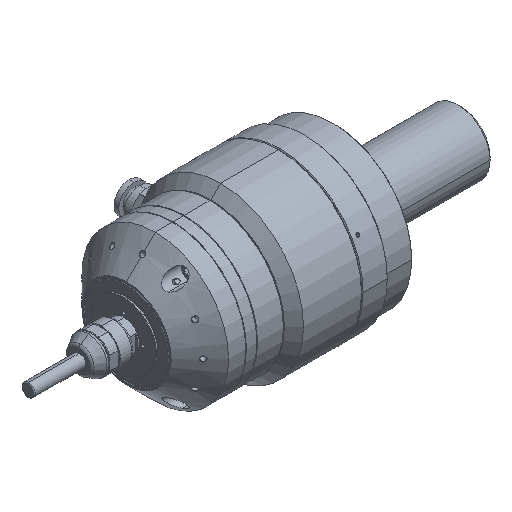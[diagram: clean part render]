
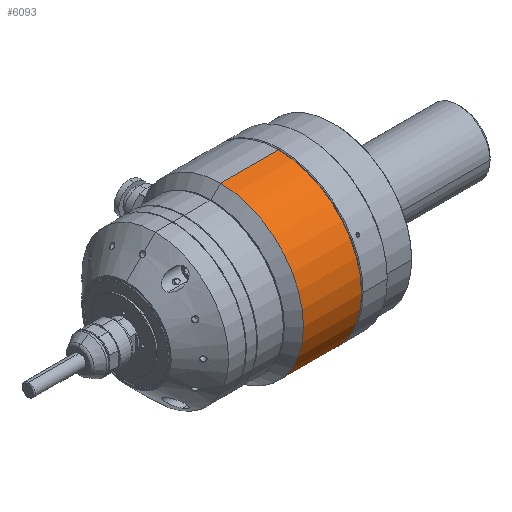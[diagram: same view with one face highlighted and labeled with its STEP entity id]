
A CAD part, isometric view. The second image highlights one B-rep face of the part: STEP entity #6093.
In plain terms, the highlighted cylindrical face has radius 26 mm (diameter 52 mm), a partial arc.
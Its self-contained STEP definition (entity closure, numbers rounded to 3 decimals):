
#73 = CARTESIAN_POINT ( 'NONE',  ( 17.372, 0., 0. ) ) ;
#299 = VERTEX_POINT ( 'NONE', #8721 ) ;
#787 = DIRECTION ( 'NONE',  ( 1., 0., 0. ) ) ;
#924 = CARTESIAN_POINT ( 'NONE',  ( 17.372, 0., 26. ) ) ;
#984 = ORIENTED_EDGE ( 'NONE', *, *, #12509, .F. ) ;
#1240 = DIRECTION ( 'NONE',  ( 0., 0., 1. ) ) ;
#1519 = LINE ( 'NONE', #3784, #7248 ) ;
#1630 = CARTESIAN_POINT ( 'NONE',  ( 29.5, 0., 0. ) ) ;
#2244 = CYLINDRICAL_SURFACE ( 'NONE', #12879, 26. ) ;
#2489 = CARTESIAN_POINT ( 'NONE',  ( 29.5, 0., 26. ) ) ;
#3404 = CARTESIAN_POINT ( 'NONE',  ( 47.7, 0., 0. ) ) ;
#3784 = CARTESIAN_POINT ( 'NONE',  ( 17.372, 0., -26. ) ) ;
#4685 = CARTESIAN_POINT ( 'NONE',  ( 47.7, 0., -26. ) ) ;
#4732 = ORIENTED_EDGE ( 'NONE', *, *, #14287, .T. ) ;
#4913 = AXIS2_PLACEMENT_3D ( 'NONE', #3404, #7869, #6829 ) ;
#5351 = EDGE_LOOP ( 'NONE', ( #984, #7019, #4732, #8625 ) ) ;
#5872 = DIRECTION ( 'NONE',  ( -1., 0., 0. ) ) ;
#5877 = VERTEX_POINT ( 'NONE', #2489 ) ;
#6093 = ADVANCED_FACE ( 'NONE', ( #12275 ), #2244, .T. ) ;
#6283 = VERTEX_POINT ( 'NONE', #13205 ) ;
#6364 = EDGE_CURVE ( 'NONE', #5877, #6283, #10936, .T. ) ;
#6537 = CIRCLE ( 'NONE', #4913, 26. ) ;
#6829 = DIRECTION ( 'NONE',  ( 0., 0., 1. ) ) ;
#7019 = ORIENTED_EDGE ( 'NONE', *, *, #10716, .T. ) ;
#7247 = VECTOR ( 'NONE', #787, 1000. ) ;
#7248 = VECTOR ( 'NONE', #10426, 1000. ) ;
#7869 = DIRECTION ( 'NONE',  ( -1., 0., 0. ) ) ;
#8625 = ORIENTED_EDGE ( 'NONE', *, *, #6364, .F. ) ;
#8721 = CARTESIAN_POINT ( 'NONE',  ( 29.5, 0., -26. ) ) ;
#10335 = DIRECTION ( 'NONE',  ( 0., 0., 1. ) ) ;
#10426 = DIRECTION ( 'NONE',  ( 1., 0., 0. ) ) ;
#10587 = VERTEX_POINT ( 'NONE', #4685 ) ;
#10716 = EDGE_CURVE ( 'NONE', #299, #10587, #1519, .T. ) ;
#10936 = LINE ( 'NONE', #924, #7247 ) ;
#11207 = CIRCLE ( 'NONE', #13073, 26. ) ;
#12275 = FACE_OUTER_BOUND ( 'NONE', #5351, .T. ) ;
#12509 = EDGE_CURVE ( 'NONE', #299, #5877, #11207, .T. ) ;
#12879 = AXIS2_PLACEMENT_3D ( 'NONE', #73, #13586, #1240 ) ;
#13073 = AXIS2_PLACEMENT_3D ( 'NONE', #1630, #5872, #10335 ) ;
#13205 = CARTESIAN_POINT ( 'NONE',  ( 47.7, 0., 26. ) ) ;
#13586 = DIRECTION ( 'NONE',  ( 1., 0., 0. ) ) ;
#14287 = EDGE_CURVE ( 'NONE', #10587, #6283, #6537, .T. ) ;
